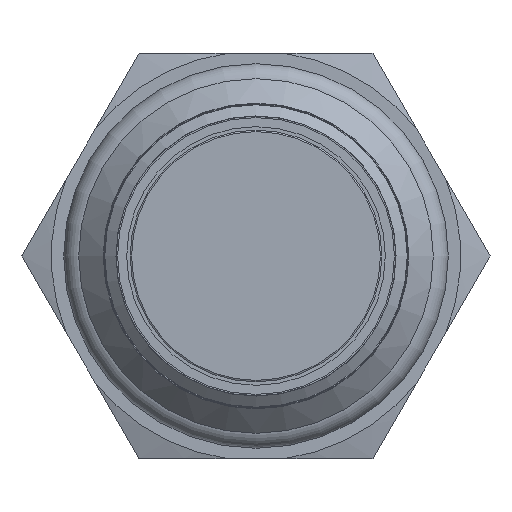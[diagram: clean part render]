
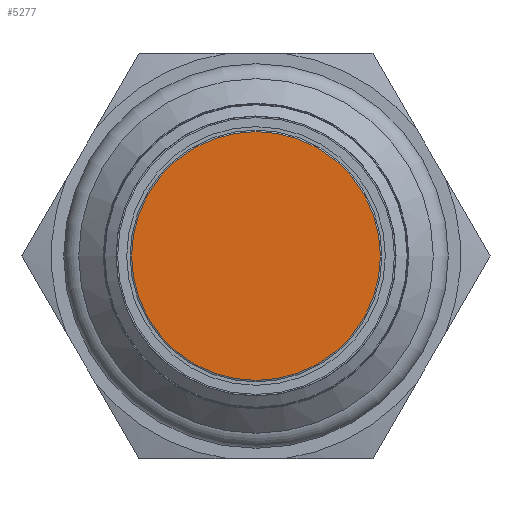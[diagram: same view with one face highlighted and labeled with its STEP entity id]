
A CAD part, left-side view. The second image highlights one B-rep face of the part: STEP entity #5277.
In plain terms, the highlighted planar face has unit normal (-1, 0, 0).
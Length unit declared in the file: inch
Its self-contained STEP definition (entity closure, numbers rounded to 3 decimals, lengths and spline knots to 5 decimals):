
#5261=CARTESIAN_POINT('',(0.04542,0.15345,0.0));
#5262=DIRECTION('',(-1.0,0.0,0.0));
#5263=DIRECTION('',(0.0,0.0,1.0));
#5264=AXIS2_PLACEMENT_3D('',#5261,#5262,#5263);
#5265=PLANE('',#5264);
#5266=CARTESIAN_POINT('',(0.04542,0.30691,0.0));
#5267=VERTEX_POINT('',#5266);
#5268=CARTESIAN_POINT('',(0.04542,0.,0.0));
#5269=DIRECTION('',(1.0,0.0,0.0));
#5270=DIRECTION('',(0.0,1.0,0.0));
#5271=AXIS2_PLACEMENT_3D('',#5268,#5269,#5270);
#5272=CIRCLE('',#5271,0.30691);
#5273=EDGE_CURVE('',#5267,#5267,#5272,.T.);
#5274=ORIENTED_EDGE('',*,*,#5273,.F.);
#5275=EDGE_LOOP('',(#5274));
#5276=FACE_OUTER_BOUND('',#5275,.T.);
#5277=ADVANCED_FACE('',(#5276),#5265,.T.);
